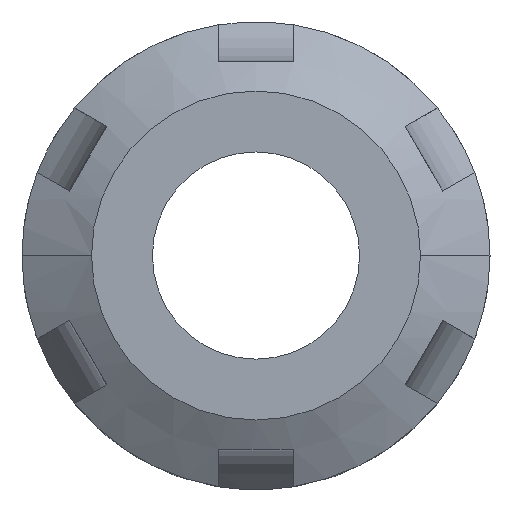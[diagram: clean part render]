
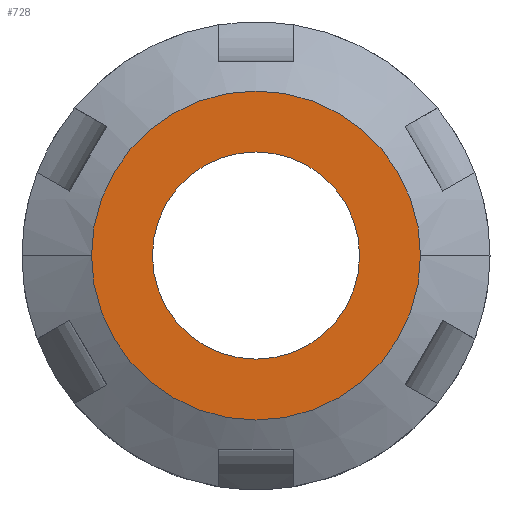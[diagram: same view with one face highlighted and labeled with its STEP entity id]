
A CAD part, top view. The second image highlights one B-rep face of the part: STEP entity #728.
In plain terms, the highlighted planar face has unit normal (0, 0, 1).
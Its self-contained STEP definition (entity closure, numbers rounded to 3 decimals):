
#24 = EDGE_CURVE ( 'NONE', #1500, #1205, #439, .T. ) ;
#74 = DIRECTION ( 'NONE',  ( 1., 0., 0. ) ) ;
#97 = VERTEX_POINT ( 'NONE', #1044 ) ;
#99 = DIRECTION ( 'NONE',  ( 1., 0., 0. ) ) ;
#104 = CARTESIAN_POINT ( 'NONE',  ( 0., 0., 0. ) ) ;
#107 = EDGE_CURVE ( 'NONE', #270, #97, #673, .T. ) ;
#146 = ORIENTED_EDGE ( 'NONE', *, *, #107, .T. ) ;
#154 = CARTESIAN_POINT ( 'NONE',  ( 0., 0., 0. ) ) ;
#203 = ORIENTED_EDGE ( 'NONE', *, *, #1177, .F. ) ;
#216 = DIRECTION ( 'NONE',  ( 1., 0., 0. ) ) ;
#255 = PLANE ( 'NONE',  #1332 ) ;
#270 = VERTEX_POINT ( 'NONE', #272 ) ;
#272 = CARTESIAN_POINT ( 'NONE',  ( -12.304, 0., 0. ) ) ;
#315 = AXIS2_PLACEMENT_3D ( 'NONE', #1275, #327, #216 ) ;
#327 = DIRECTION ( 'NONE',  ( 0., 0., 1. ) ) ;
#333 = FACE_OUTER_BOUND ( 'NONE', #994, .T. ) ;
#345 = CARTESIAN_POINT ( 'NONE',  ( -7.75, 0., 0. ) ) ;
#439 = CIRCLE ( 'NONE', #1075, 7.75 ) ;
#551 = ORIENTED_EDGE ( 'NONE', *, *, #1091, .T. ) ;
#617 = EDGE_LOOP ( 'NONE', ( #1208, #203 ) ) ;
#621 = AXIS2_PLACEMENT_3D ( 'NONE', #1496, #661, #74 ) ;
#661 = DIRECTION ( 'NONE',  ( 0., 0., 1. ) ) ;
#673 = CIRCLE ( 'NONE', #315, 12.304 ) ;
#678 = CARTESIAN_POINT ( 'NONE',  ( 0., 0., 0. ) ) ;
#728 = ADVANCED_FACE ( 'NONE', ( #963, #333 ), #255, .F. ) ;
#761 = CARTESIAN_POINT ( 'NONE',  ( 7.75, 0., 0. ) ) ;
#886 = CIRCLE ( 'NONE', #621, 12.304 ) ;
#963 = FACE_BOUND ( 'NONE', #617, .T. ) ;
#994 = EDGE_LOOP ( 'NONE', ( #146, #551 ) ) ;
#1031 = DIRECTION ( 'NONE',  ( 1., 0., 0. ) ) ;
#1044 = CARTESIAN_POINT ( 'NONE',  ( 12.304, 0., 0. ) ) ;
#1075 = AXIS2_PLACEMENT_3D ( 'NONE', #104, #1388, #99 ) ;
#1091 = EDGE_CURVE ( 'NONE', #97, #270, #886, .T. ) ;
#1177 = EDGE_CURVE ( 'NONE', #1205, #1500, #1321, .T. ) ;
#1202 = DIRECTION ( 'NONE',  ( -1., 0., 0. ) ) ;
#1205 = VERTEX_POINT ( 'NONE', #345 ) ;
#1208 = ORIENTED_EDGE ( 'NONE', *, *, #24, .F. ) ;
#1275 = CARTESIAN_POINT ( 'NONE',  ( 0., 0., 0. ) ) ;
#1321 = CIRCLE ( 'NONE', #1374, 7.75 ) ;
#1332 = AXIS2_PLACEMENT_3D ( 'NONE', #154, #1441, #1202 ) ;
#1374 = AXIS2_PLACEMENT_3D ( 'NONE', #678, #1518, #1031 ) ;
#1388 = DIRECTION ( 'NONE',  ( 0., 0., 1. ) ) ;
#1441 = DIRECTION ( 'NONE',  ( 0., 0., -1. ) ) ;
#1496 = CARTESIAN_POINT ( 'NONE',  ( 0., 0., 0. ) ) ;
#1500 = VERTEX_POINT ( 'NONE', #761 ) ;
#1518 = DIRECTION ( 'NONE',  ( 0., 0., 1. ) ) ;
